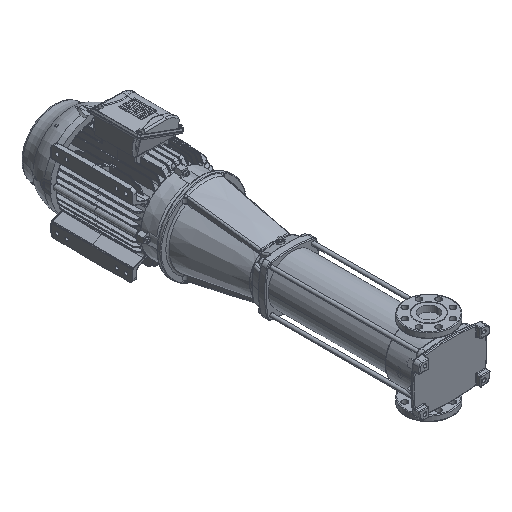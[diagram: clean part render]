
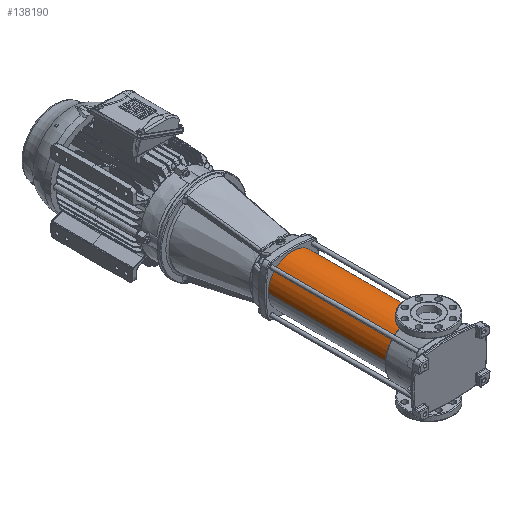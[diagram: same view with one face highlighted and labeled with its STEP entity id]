
A CAD part, isometric view. The second image highlights one B-rep face of the part: STEP entity #138190.
In plain terms, the highlighted cylindrical face has radius 98.5 mm (diameter 197 mm), a partial arc.
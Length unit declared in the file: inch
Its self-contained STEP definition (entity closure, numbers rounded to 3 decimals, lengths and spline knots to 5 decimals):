
#811 = ORIENTED_EDGE ( 'NONE', *, *, #43011, .T. ) ;
#4678 = AXIS2_PLACEMENT_3D ( 'NONE', #121439, #49322, #34562 ) ;
#15673 = CARTESIAN_POINT ( 'NONE',  ( 0., 2.13386, -3.87795 ) ) ;
#15888 = VECTOR ( 'NONE', #143494, 39.37008 ) ;
#19958 = CIRCLE ( 'NONE', #85299, 3.87795 ) ;
#23058 = DIRECTION ( 'NONE',  ( 0., 0., 1. ) ) ;
#29446 = AXIS2_PLACEMENT_3D ( 'NONE', #39195, #114604, #101516 ) ;
#34201 = ORIENTED_EDGE ( 'NONE', *, *, #65200, .T. ) ;
#34562 = DIRECTION ( 'NONE',  ( 0., 0., 1. ) ) ;
#39195 = CARTESIAN_POINT ( 'NONE',  ( 0., 2.13386, 0. ) ) ;
#41968 = CARTESIAN_POINT ( 'NONE',  ( 0., 2.13386, 3.87795 ) ) ;
#43011 = EDGE_CURVE ( 'NONE', #130519, #52613, #104266, .T. ) ;
#47697 = CYLINDRICAL_SURFACE ( 'NONE', #4678, 3.87795 ) ;
#49322 = DIRECTION ( 'NONE',  ( 0., 1., 0. ) ) ;
#52613 = VERTEX_POINT ( 'NONE', #161884 ) ;
#65200 = EDGE_CURVE ( 'NONE', #145072, #130519, #89713, .T. ) ;
#76215 = VECTOR ( 'NONE', #152255, 39.37008 ) ;
#84288 = EDGE_CURVE ( 'NONE', #145072, #94626, #126163, .T. ) ;
#85299 = AXIS2_PLACEMENT_3D ( 'NONE', #96018, #109923, #23058 ) ;
#89713 = CIRCLE ( 'NONE', #29446, 3.87795 ) ;
#91729 = EDGE_LOOP ( 'NONE', ( #147163, #34201, #811, #97253 ) ) ;
#94626 = VERTEX_POINT ( 'NONE', #96341 ) ;
#96018 = CARTESIAN_POINT ( 'NONE',  ( 0., 21.25197, 0. ) ) ;
#96341 = CARTESIAN_POINT ( 'NONE',  ( 0., 21.25197, -3.87795 ) ) ;
#97253 = ORIENTED_EDGE ( 'NONE', *, *, #131758, .T. ) ;
#101516 = DIRECTION ( 'NONE',  ( 0., 0., 1. ) ) ;
#104266 = LINE ( 'NONE', #41968, #15888 ) ;
#109923 = DIRECTION ( 'NONE',  ( 0., -1., 0. ) ) ;
#109965 = FACE_OUTER_BOUND ( 'NONE', #91729, .T. ) ;
#114604 = DIRECTION ( 'NONE',  ( 0., 1., 0. ) ) ;
#121439 = CARTESIAN_POINT ( 'NONE',  ( 0., 2.13386, 0. ) ) ;
#126163 = LINE ( 'NONE', #162127, #76215 ) ;
#130519 = VERTEX_POINT ( 'NONE', #147500 ) ;
#131758 = EDGE_CURVE ( 'NONE', #52613, #94626, #19958, .T. ) ;
#138190 = ADVANCED_FACE ( 'NONE', ( #109965 ), #47697, .T. ) ;
#143494 = DIRECTION ( 'NONE',  ( 0., 1., 0. ) ) ;
#145072 = VERTEX_POINT ( 'NONE', #15673 ) ;
#147163 = ORIENTED_EDGE ( 'NONE', *, *, #84288, .F. ) ;
#147500 = CARTESIAN_POINT ( 'NONE',  ( 0., 2.13386, 3.87795 ) ) ;
#152255 = DIRECTION ( 'NONE',  ( 0., 1., 0. ) ) ;
#161884 = CARTESIAN_POINT ( 'NONE',  ( 0., 21.25197, 3.87795 ) ) ;
#162127 = CARTESIAN_POINT ( 'NONE',  ( 0., 2.13386, -3.87795 ) ) ;
